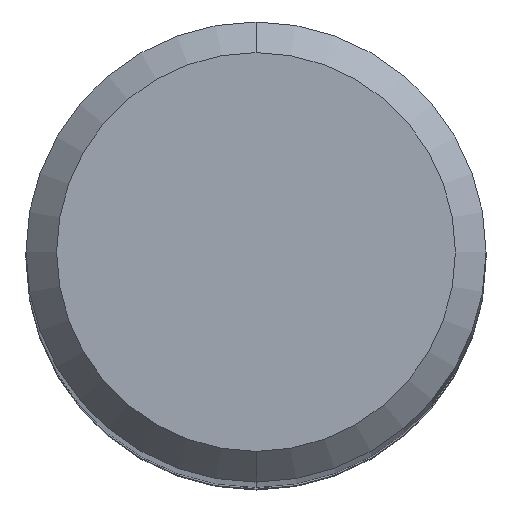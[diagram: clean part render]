
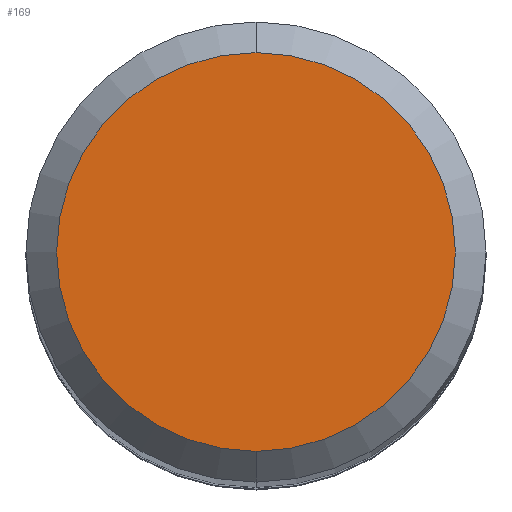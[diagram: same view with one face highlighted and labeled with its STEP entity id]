
A CAD part, top view. The second image highlights one B-rep face of the part: STEP entity #169.
In plain terms, the highlighted planar face has unit normal (0, 0, 1).
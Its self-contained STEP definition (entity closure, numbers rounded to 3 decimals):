
#151=EDGE_CURVE('',#233,#235,#343,.T.);
#169=ADVANCED_FACE('',(#366),#367,.T.);
#199=EDGE_CURVE('',#235,#233,#400,.T.);
#233=VERTEX_POINT('',#439);
#235=VERTEX_POINT('',#441);
#343=CIRCLE('',#555,2.6);
#366=FACE_OUTER_BOUND('',#583,.T.);
#367=PLANE('',#584);
#400=CIRCLE('',#622,2.6);
#439=CARTESIAN_POINT('',(0.0,2.6,0.0));
#441=CARTESIAN_POINT('',(0.,-2.6,0.0));
#555=AXIS2_PLACEMENT_3D('',#786,#787,#788);
#583=EDGE_LOOP('',(#827,#828));
#584=AXIS2_PLACEMENT_3D('',#829,#830,#831);
#622=AXIS2_PLACEMENT_3D('',#872,#873,#874);
#786=CARTESIAN_POINT('',(0.0,0.0,0.0));
#787=DIRECTION('',(0.0,0.0,-1.0));
#788=DIRECTION('',(0.0,1.0,0.0));
#827=ORIENTED_EDGE('',*,*,#151,.F.);
#828=ORIENTED_EDGE('',*,*,#199,.F.);
#829=CARTESIAN_POINT('',(0.0,1.3,0.0));
#830=DIRECTION('',(-0.0,0.0,1.0));
#831=DIRECTION('',(0.0,-1.0,0.0));
#872=CARTESIAN_POINT('',(0.0,0.0,0.0));
#873=DIRECTION('',(0.0,0.0,-1.0));
#874=DIRECTION('',(0.0,1.0,0.0));
